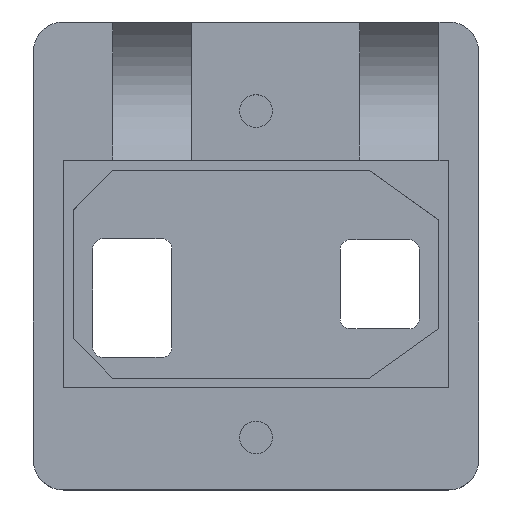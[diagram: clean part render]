
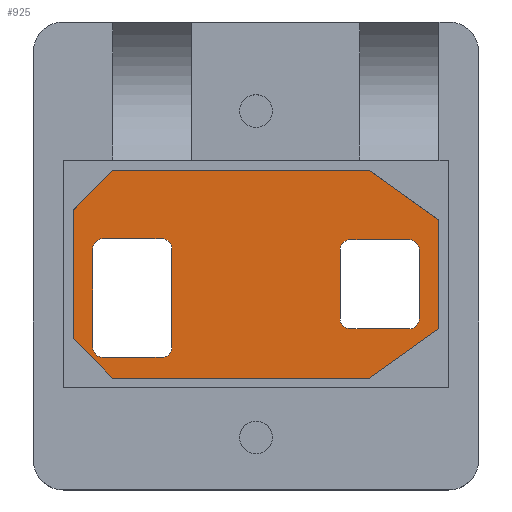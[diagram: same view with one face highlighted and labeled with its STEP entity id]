
A CAD part, top view. The second image highlights one B-rep face of the part: STEP entity #925.
In plain terms, the highlighted planar face has unit normal (0, 0, 1).
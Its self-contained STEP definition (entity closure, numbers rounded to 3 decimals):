
#259 = EDGE_CURVE('',#260,#262,#264,.T.);
#260 = VERTEX_POINT('',#261);
#261 = CARTESIAN_POINT('',(-16.5,-7.4,2.));
#262 = VERTEX_POINT('',#263);
#263 = CARTESIAN_POINT('',(-16.5,2.6,2.));
#264 = LINE('',#265,#266);
#265 = CARTESIAN_POINT('',(-16.5,-8.4,2.));
#266 = VECTOR('',#267,1.);
#267 = DIRECTION('',(0.,1.,0.));
#290 = EDGE_CURVE('',#260,#291,#293,.T.);
#291 = VERTEX_POINT('',#292);
#292 = CARTESIAN_POINT('',(-15.5,-8.4,2.));
#293 = CIRCLE('',#294,1.);
#294 = AXIS2_PLACEMENT_3D('',#295,#296,#297);
#295 = CARTESIAN_POINT('',(-15.5,-7.4,2.));
#296 = DIRECTION('',(0.,-0.,1.));
#297 = DIRECTION('',(0.,1.,0.));
#315 = EDGE_CURVE('',#262,#316,#318,.T.);
#316 = VERTEX_POINT('',#317);
#317 = CARTESIAN_POINT('',(-15.5,3.6,2.));
#318 = CIRCLE('',#319,1.);
#319 = AXIS2_PLACEMENT_3D('',#320,#321,#322);
#320 = CARTESIAN_POINT('',(-15.5,2.6,2.));
#321 = DIRECTION('',(0.,0.,-1.));
#322 = DIRECTION('',(0.,1.,0.));
#340 = EDGE_CURVE('',#341,#291,#343,.T.);
#341 = VERTEX_POINT('',#342);
#342 = CARTESIAN_POINT('',(-9.5,-8.4,2.));
#343 = LINE('',#344,#345);
#344 = CARTESIAN_POINT('',(-8.5,-8.4,2.));
#345 = VECTOR('',#346,1.);
#346 = DIRECTION('',(-1.,0.,0.));
#364 = EDGE_CURVE('',#316,#365,#367,.T.);
#365 = VERTEX_POINT('',#366);
#366 = CARTESIAN_POINT('',(-9.5,3.6,2.));
#367 = LINE('',#368,#369);
#368 = CARTESIAN_POINT('',(-16.5,3.6,2.));
#369 = VECTOR('',#370,1.);
#370 = DIRECTION('',(1.,0.,0.));
#388 = EDGE_CURVE('',#341,#389,#391,.T.);
#389 = VERTEX_POINT('',#390);
#390 = CARTESIAN_POINT('',(-8.5,-7.4,2.));
#391 = CIRCLE('',#392,1.);
#392 = AXIS2_PLACEMENT_3D('',#393,#394,#395);
#393 = CARTESIAN_POINT('',(-9.5,-7.4,2.));
#394 = DIRECTION('',(0.,-0.,1.));
#395 = DIRECTION('',(0.,1.,0.));
#413 = EDGE_CURVE('',#365,#414,#416,.T.);
#414 = VERTEX_POINT('',#415);
#415 = CARTESIAN_POINT('',(-8.5,2.6,2.));
#416 = CIRCLE('',#417,1.);
#417 = AXIS2_PLACEMENT_3D('',#418,#419,#420);
#418 = CARTESIAN_POINT('',(-9.5,2.6,2.));
#419 = DIRECTION('',(0.,0.,-1.));
#420 = DIRECTION('',(0.,1.,0.));
#438 = EDGE_CURVE('',#414,#389,#439,.T.);
#439 = LINE('',#440,#441);
#440 = CARTESIAN_POINT('',(-8.5,3.6,2.));
#441 = VECTOR('',#442,1.);
#442 = DIRECTION('',(0.,-1.,0.));
#455 = EDGE_CURVE('',#456,#458,#460,.T.);
#456 = VERTEX_POINT('',#457);
#457 = CARTESIAN_POINT('',(8.5,-4.5,2.));
#458 = VERTEX_POINT('',#459);
#459 = CARTESIAN_POINT('',(8.5,2.5,2.));
#460 = LINE('',#461,#462);
#461 = CARTESIAN_POINT('',(8.5,-5.5,2.));
#462 = VECTOR('',#463,1.);
#463 = DIRECTION('',(0.,1.,0.));
#486 = EDGE_CURVE('',#456,#487,#489,.T.);
#487 = VERTEX_POINT('',#488);
#488 = CARTESIAN_POINT('',(9.5,-5.5,2.));
#489 = CIRCLE('',#490,1.);
#490 = AXIS2_PLACEMENT_3D('',#491,#492,#493);
#491 = CARTESIAN_POINT('',(9.5,-4.5,2.));
#492 = DIRECTION('',(0.,-0.,1.));
#493 = DIRECTION('',(0.,1.,0.));
#511 = EDGE_CURVE('',#458,#512,#514,.T.);
#512 = VERTEX_POINT('',#513);
#513 = CARTESIAN_POINT('',(9.5,3.5,2.));
#514 = CIRCLE('',#515,1.);
#515 = AXIS2_PLACEMENT_3D('',#516,#517,#518);
#516 = CARTESIAN_POINT('',(9.5,2.5,2.));
#517 = DIRECTION('',(0.,0.,-1.));
#518 = DIRECTION('',(0.,1.,0.));
#536 = EDGE_CURVE('',#537,#487,#539,.T.);
#537 = VERTEX_POINT('',#538);
#538 = CARTESIAN_POINT('',(15.5,-5.5,2.));
#539 = LINE('',#540,#541);
#540 = CARTESIAN_POINT('',(16.5,-5.5,2.));
#541 = VECTOR('',#542,1.);
#542 = DIRECTION('',(-1.,0.,0.));
#560 = EDGE_CURVE('',#512,#561,#563,.T.);
#561 = VERTEX_POINT('',#562);
#562 = CARTESIAN_POINT('',(15.5,3.5,2.));
#563 = LINE('',#564,#565);
#564 = CARTESIAN_POINT('',(8.5,3.5,2.));
#565 = VECTOR('',#566,1.);
#566 = DIRECTION('',(1.,0.,0.));
#584 = EDGE_CURVE('',#537,#585,#587,.T.);
#585 = VERTEX_POINT('',#586);
#586 = CARTESIAN_POINT('',(16.5,-4.5,2.));
#587 = CIRCLE('',#588,1.);
#588 = AXIS2_PLACEMENT_3D('',#589,#590,#591);
#589 = CARTESIAN_POINT('',(15.5,-4.5,2.));
#590 = DIRECTION('',(0.,-0.,1.));
#591 = DIRECTION('',(0.,1.,0.));
#609 = EDGE_CURVE('',#561,#610,#612,.T.);
#610 = VERTEX_POINT('',#611);
#611 = CARTESIAN_POINT('',(16.5,2.5,2.));
#612 = CIRCLE('',#613,1.);
#613 = AXIS2_PLACEMENT_3D('',#614,#615,#616);
#614 = CARTESIAN_POINT('',(15.5,2.5,2.));
#615 = DIRECTION('',(0.,0.,-1.));
#616 = DIRECTION('',(0.,1.,0.));
#634 = EDGE_CURVE('',#610,#585,#635,.T.);
#635 = LINE('',#636,#637);
#636 = CARTESIAN_POINT('',(16.5,3.5,2.));
#637 = VECTOR('',#638,1.);
#638 = DIRECTION('',(0.,-1.,0.));
#925 = ADVANCED_FACE('',(#926,#936,#946),#1012,.T.);
#926 = FACE_BOUND('',#927,.T.);
#927 = EDGE_LOOP('',(#928,#929,#930,#931,#932,#933,#934,#935));
#928 = ORIENTED_EDGE('',*,*,#259,.T.);
#929 = ORIENTED_EDGE('',*,*,#315,.T.);
#930 = ORIENTED_EDGE('',*,*,#364,.T.);
#931 = ORIENTED_EDGE('',*,*,#413,.T.);
#932 = ORIENTED_EDGE('',*,*,#438,.T.);
#933 = ORIENTED_EDGE('',*,*,#388,.F.);
#934 = ORIENTED_EDGE('',*,*,#340,.T.);
#935 = ORIENTED_EDGE('',*,*,#290,.F.);
#936 = FACE_BOUND('',#937,.T.);
#937 = EDGE_LOOP('',(#938,#939,#940,#941,#942,#943,#944,#945));
#938 = ORIENTED_EDGE('',*,*,#455,.T.);
#939 = ORIENTED_EDGE('',*,*,#511,.T.);
#940 = ORIENTED_EDGE('',*,*,#560,.T.);
#941 = ORIENTED_EDGE('',*,*,#609,.T.);
#942 = ORIENTED_EDGE('',*,*,#634,.T.);
#943 = ORIENTED_EDGE('',*,*,#584,.F.);
#944 = ORIENTED_EDGE('',*,*,#536,.T.);
#945 = ORIENTED_EDGE('',*,*,#486,.F.);
#946 = FACE_BOUND('',#947,.T.);
#947 = EDGE_LOOP('',(#948,#958,#966,#974,#982,#990,#998,#1006));
#948 = ORIENTED_EDGE('',*,*,#949,.F.);
#949 = EDGE_CURVE('',#950,#952,#954,.T.);
#950 = VERTEX_POINT('',#951);
#951 = CARTESIAN_POINT('',(-18.5,6.5,2.));
#952 = VERTEX_POINT('',#953);
#953 = CARTESIAN_POINT('',(-14.5,10.5,2.));
#954 = LINE('',#955,#956);
#955 = CARTESIAN_POINT('',(-18.5,6.5,2.));
#956 = VECTOR('',#957,1.);
#957 = DIRECTION('',(0.707,0.707,0.));
#958 = ORIENTED_EDGE('',*,*,#959,.F.);
#959 = EDGE_CURVE('',#960,#950,#962,.T.);
#960 = VERTEX_POINT('',#961);
#961 = CARTESIAN_POINT('',(-18.5,-6.5,2.));
#962 = LINE('',#963,#964);
#963 = CARTESIAN_POINT('',(-18.5,-6.5,2.));
#964 = VECTOR('',#965,1.);
#965 = DIRECTION('',(0.,1.,0.));
#966 = ORIENTED_EDGE('',*,*,#967,.F.);
#967 = EDGE_CURVE('',#968,#960,#970,.T.);
#968 = VERTEX_POINT('',#969);
#969 = CARTESIAN_POINT('',(-14.5,-10.5,2.));
#970 = LINE('',#971,#972);
#971 = CARTESIAN_POINT('',(-14.5,-10.5,2.));
#972 = VECTOR('',#973,1.);
#973 = DIRECTION('',(-0.707,0.707,0.));
#974 = ORIENTED_EDGE('',*,*,#975,.F.);
#975 = EDGE_CURVE('',#976,#968,#978,.T.);
#976 = VERTEX_POINT('',#977);
#977 = CARTESIAN_POINT('',(11.5,-10.5,2.));
#978 = LINE('',#979,#980);
#979 = CARTESIAN_POINT('',(11.5,-10.5,2.));
#980 = VECTOR('',#981,1.);
#981 = DIRECTION('',(-1.,0.,0.));
#982 = ORIENTED_EDGE('',*,*,#983,.F.);
#983 = EDGE_CURVE('',#984,#976,#986,.T.);
#984 = VERTEX_POINT('',#985);
#985 = CARTESIAN_POINT('',(18.5,-5.5,2.));
#986 = LINE('',#987,#988);
#987 = CARTESIAN_POINT('',(18.5,-5.5,2.));
#988 = VECTOR('',#989,1.);
#989 = DIRECTION('',(-0.814,-0.581,0.));
#990 = ORIENTED_EDGE('',*,*,#991,.F.);
#991 = EDGE_CURVE('',#992,#984,#994,.T.);
#992 = VERTEX_POINT('',#993);
#993 = CARTESIAN_POINT('',(18.5,5.5,2.));
#994 = LINE('',#995,#996);
#995 = CARTESIAN_POINT('',(18.5,5.5,2.));
#996 = VECTOR('',#997,1.);
#997 = DIRECTION('',(0.,-1.,0.));
#998 = ORIENTED_EDGE('',*,*,#999,.F.);
#999 = EDGE_CURVE('',#1000,#992,#1002,.T.);
#1000 = VERTEX_POINT('',#1001);
#1001 = CARTESIAN_POINT('',(11.5,10.5,2.));
#1002 = LINE('',#1003,#1004);
#1003 = CARTESIAN_POINT('',(11.5,10.5,2.));
#1004 = VECTOR('',#1005,1.);
#1005 = DIRECTION('',(0.814,-0.581,0.));
#1006 = ORIENTED_EDGE('',*,*,#1007,.F.);
#1007 = EDGE_CURVE('',#952,#1000,#1008,.T.);
#1008 = LINE('',#1009,#1010);
#1009 = CARTESIAN_POINT('',(-14.5,10.5,2.));
#1010 = VECTOR('',#1011,1.);
#1011 = DIRECTION('',(1.,0.,0.));
#1012 = PLANE('',#1013);
#1013 = AXIS2_PLACEMENT_3D('',#1014,#1015,#1016);
#1014 = CARTESIAN_POINT('',(-0.417,0.,2.));
#1015 = DIRECTION('',(0.,0.,1.));
#1016 = DIRECTION('',(1.,0.,0.));
